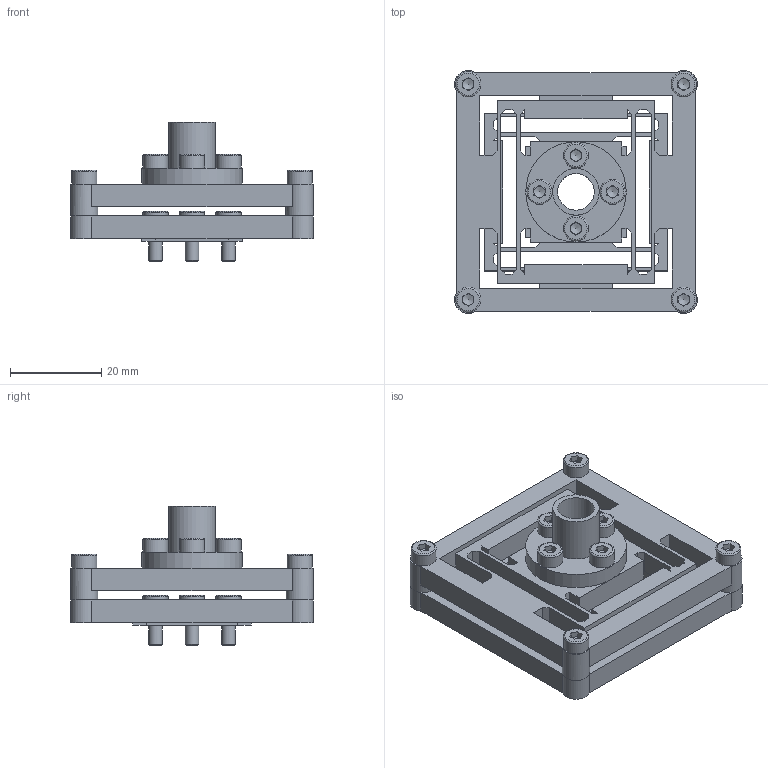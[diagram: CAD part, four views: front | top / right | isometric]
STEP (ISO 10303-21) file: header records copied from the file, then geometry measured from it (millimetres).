
FILE_DESCRIPTION(/* description */ ('STEP AP242 Edition 2','CAx-IF Rec.Pracs.---Representation and Presentation of Product Manufacturing Information (PMI)---4.0---2014-10-13','CAx-IF Rec.Pracs.---3D Tessellated Geometry---0.4---2014-09-14','2;1','CAx-IF Rec.Pracs.---User Defined Attributes---1.5---2016-08-15'),/* implementation_level */ '2;1');
FILE_NAME(/* name */ '6951d28d061c032b74403e7b',/* time_stamp */ '2025-12-29T00:59:58Z',/* author */ (''),/* organization */ (''),/* preprocessor_version */ 'ST-DEVELOPER v20',/* originating_system */ 'ONSHAPE BY PTC INC, 1.208',/* authorisation */ ' ');
FILE_SCHEMA (('AP242_MANAGED_MODEL_BASED_3D_ENGINEERING_MIM_LF { 1 0 10303 442 3 1 4 }'));
Length unit declared in the file: metre
Products named in the file (6): Anti-Wobble-Flexure-Planar; Hex socket head cap screw M3x0.50 x 12; Carriage Top; Hex socket head cap screw M3x0.50 x 8; T8-Nut; Carriage Bottom
Assembly tree (15 placements, depth 2):
  Anti-Wobble-Flexure-Planar
    Hex socket head cap screw M3x0.50 x 12  x4
    Carriage Top
    Hex socket head cap screw M3x0.50 x 8  x8
    T8-Nut
    Carriage Bottom
Bounding box: 53.17 x 53.17 x 30.5 mm (x, y, z)
Volume: 21043 mm3; surface area: 20424.2 mm2
Topology: 15 solids, 15 shells, 481 faces, 1197 edges, 755 vertices
Faces by surface type: plane 333, cylinder 64, torus 36, cone 36, bspline 12
Full cylindrical faces by diameter (mm): 3 x28, 3.4 x4, 5.5 x12, 6 x4, 8 x1, 10.2 x2, 10.5 x2, 22 x1
Entity records: 8317 total; most frequent: CARTESIAN_POINT 1753, ORIENTED_EDGE 1298, DIRECTION 1232, EDGE_CURVE 649, LINE 480, VECTOR 480, VERTEX_POINT 455, AXIS2_PLACEMENT_3D 376
